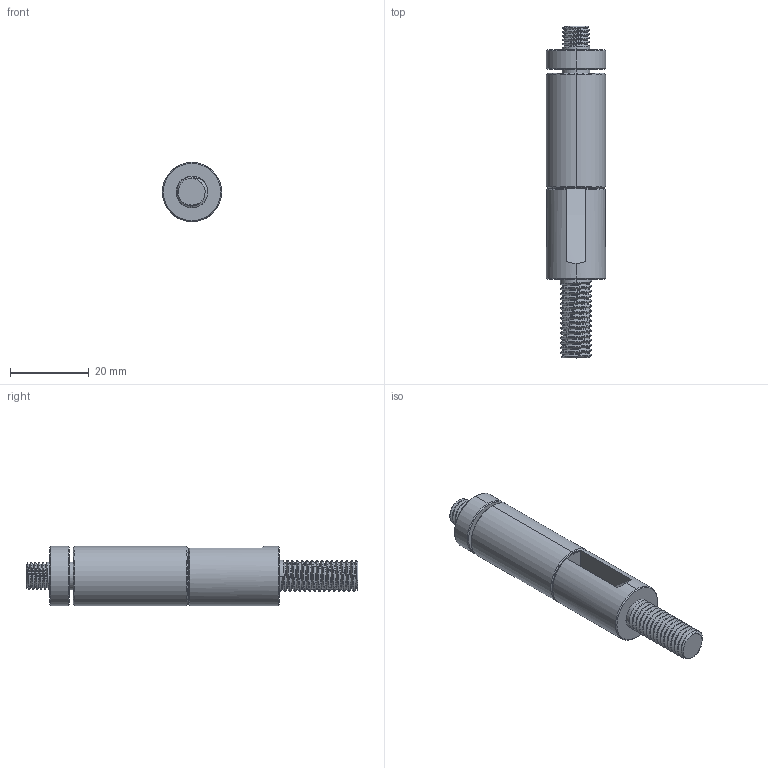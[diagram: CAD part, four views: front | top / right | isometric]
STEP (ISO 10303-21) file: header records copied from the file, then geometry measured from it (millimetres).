
FILE_DESCRIPTION (( 'STEP AP214' ), '1' );
FILE_NAME ('T37631.STEP', '2023-06-08T07:52:42', ( '' ), ( '' ), 'SwSTEP 2.0', 'SolidWorks 2022', '' );
FILE_SCHEMA (( 'AUTOMOTIVE_DESIGN' ));
Length unit declared in the file: millimetre
Products named in the file (1): T37631
Bounding box: 15 x 84.25 x 15 mm (x, y, z)
Volume: 10220.5 mm3; surface area: 4951.9 mm2
Topology: 1 solids, 1 shells, 94 faces, 244 edges, 157 vertices
Faces by surface type: cylinder 57, cone 18, plane 13, bspline 6
Entity records: 6192 total; most frequent: CARTESIAN_POINT 4131, ORIENTED_EDGE 488, DIRECTION 368, EDGE_CURVE 244, VERTEX_POINT 157, AXIS2_PLACEMENT_3D 142, EDGE_LOOP 101, FACE_OUTER_BOUND 94
